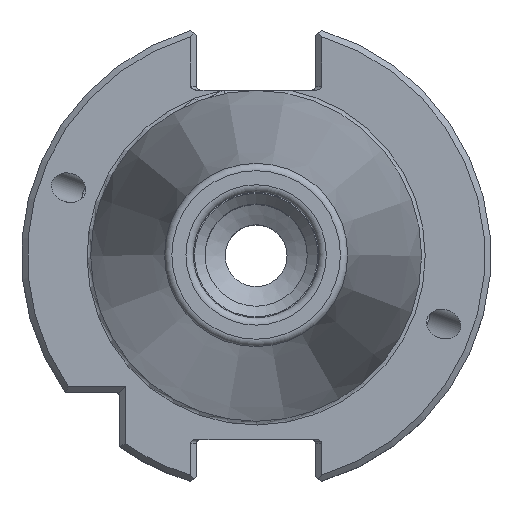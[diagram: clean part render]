
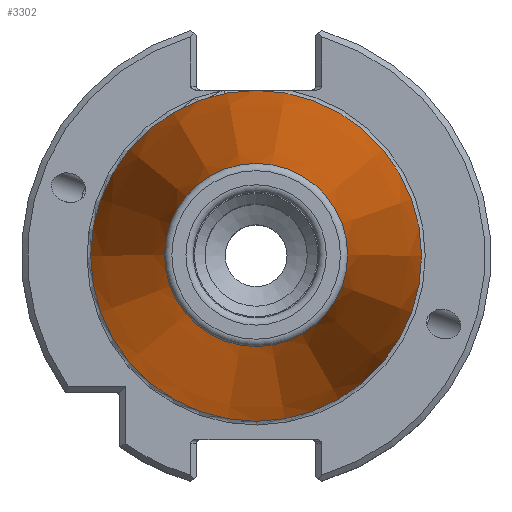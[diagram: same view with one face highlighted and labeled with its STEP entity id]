
A CAD part, top view. The second image highlights one B-rep face of the part: STEP entity #3302.
In plain terms, the highlighted conical face has half-angle 8.297 degrees and reference radius 22.395 mm.
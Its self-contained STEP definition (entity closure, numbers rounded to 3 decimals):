
#345=CONICAL_SURFACE('',#3495,22.395,0.145);
#401=CIRCLE('',#3486,12.397);
#406=CIRCLE('',#3496,22.395);
#563=ORIENTED_EDGE('',*,*,#1159,.F.);
#564=ORIENTED_EDGE('',*,*,#1180,.T.);
#1159=EDGE_CURVE('',#1485,#1485,#401,.T.);
#1180=EDGE_CURVE('',#1504,#1504,#406,.T.);
#1485=VERTEX_POINT('',#4500);
#1504=VERTEX_POINT('',#4591);
#1840=EDGE_LOOP('',(#563));
#1841=EDGE_LOOP('',(#564));
#2048=FACE_BOUND('',#1840,.T.);
#2049=FACE_BOUND('',#1841,.T.);
#3302=ADVANCED_FACE('',(#2048,#2049),#345,.T.);
#3486=AXIS2_PLACEMENT_3D('',#4499,#3833,#3834);
#3495=AXIS2_PLACEMENT_3D('',#4589,#3855,#3856);
#3496=AXIS2_PLACEMENT_3D('',#4590,#3857,#3858);
#3833=DIRECTION('',(0.,0.,1.));
#3834=DIRECTION('',(1.,0.,0.));
#3855=DIRECTION('',(0.,0.,-1.));
#3856=DIRECTION('',(-1.,0.,0.));
#3857=DIRECTION('',(0.,0.,1.));
#3858=DIRECTION('',(1.,0.,0.));
#4499=CARTESIAN_POINT('',(0.,0.,67.394));
#4500=CARTESIAN_POINT('',(12.397,0.,67.394));
#4589=CARTESIAN_POINT('',(0.,0.,-1.163));
#4590=CARTESIAN_POINT('',(0.,0.,-1.163));
#4591=CARTESIAN_POINT('',(22.395,0.,-1.163));
